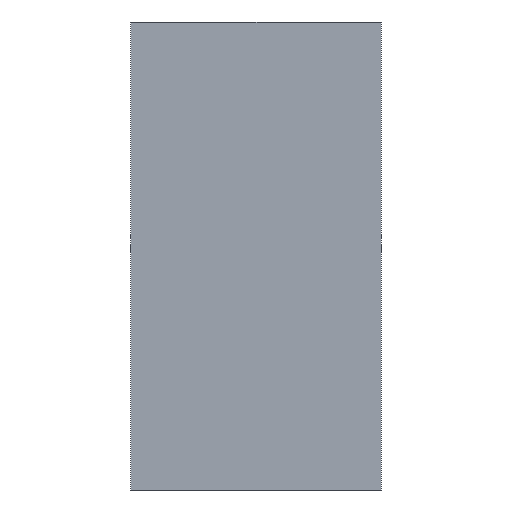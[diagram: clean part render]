
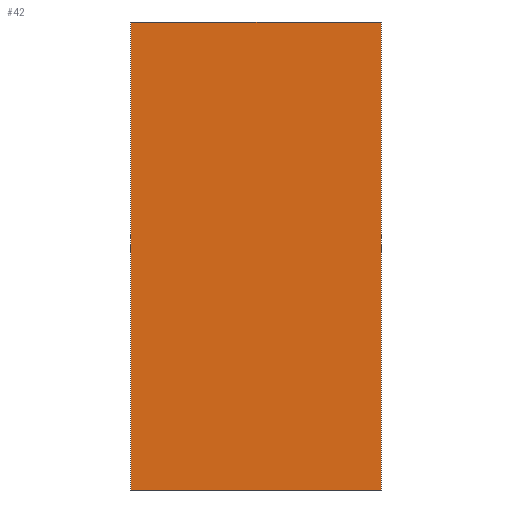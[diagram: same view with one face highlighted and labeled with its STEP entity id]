
A CAD part, left-side view. The second image highlights one B-rep face of the part: STEP entity #42.
In plain terms, the highlighted planar face has unit normal (-1, 0, 0).
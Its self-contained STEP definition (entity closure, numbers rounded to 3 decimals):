
#42 = ADVANCED_FACE( '', ( #85 ), #86, .F. );
#85 = FACE_OUTER_BOUND( '', #122, .T. );
#86 = PLANE( '', #123 );
#122 = EDGE_LOOP( '', ( #175, #176, #177, #178 ) );
#123 = AXIS2_PLACEMENT_3D( '', #179, #180, #181 );
#175 = ORIENTED_EDGE( '', *, *, #212, .T. );
#176 = ORIENTED_EDGE( '', *, *, #215, .F. );
#177 = ORIENTED_EDGE( '', *, *, #200, .F. );
#178 = ORIENTED_EDGE( '', *, *, #217, .T. );
#179 = CARTESIAN_POINT( '', ( -448., 31., 116. ) );
#180 = DIRECTION( '', ( 1., 0., 0. ) );
#181 = DIRECTION( '', ( 0., 0., -1. ) );
#200 = EDGE_CURVE( '', #226, #228, #229, .T. );
#212 = EDGE_CURVE( '', #244, #246, #248, .T. );
#215 = EDGE_CURVE( '', #228, #246, #251, .T. );
#217 = EDGE_CURVE( '', #226, #244, #253, .T. );
#226 = VERTEX_POINT( '', #262 );
#228 = VERTEX_POINT( '', #265 );
#229 = LINE( '', #266, #267 );
#244 = VERTEX_POINT( '', #287 );
#246 = VERTEX_POINT( '', #290 );
#248 = LINE( '', #293, #294 );
#251 = LINE( '', #297, #298 );
#253 = LINE( '', #300, #301 );
#262 = CARTESIAN_POINT( '', ( -448., 31., 116. ) );
#265 = CARTESIAN_POINT( '', ( -448., -31., 116. ) );
#266 = CARTESIAN_POINT( '', ( -448., 31., 116. ) );
#267 = VECTOR( '', #311, 1000. );
#287 = CARTESIAN_POINT( '', ( -448., 31., 0. ) );
#290 = CARTESIAN_POINT( '', ( -448., -31., 0. ) );
#293 = CARTESIAN_POINT( '', ( -448., 31., 0. ) );
#294 = VECTOR( '', #325, 1000. );
#297 = CARTESIAN_POINT( '', ( -448., -31., 116. ) );
#298 = VECTOR( '', #326, 1000. );
#300 = CARTESIAN_POINT( '', ( -448., 31., 116. ) );
#301 = VECTOR( '', #327, 1000. );
#311 = DIRECTION( '', ( 0., -1., 0. ) );
#325 = DIRECTION( '', ( 0., -1., 0. ) );
#326 = DIRECTION( '', ( 0., 0., -1. ) );
#327 = DIRECTION( '', ( 0., 0., -1. ) );
